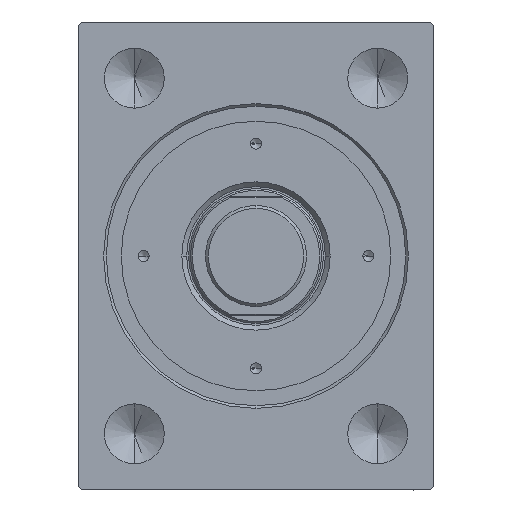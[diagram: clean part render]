
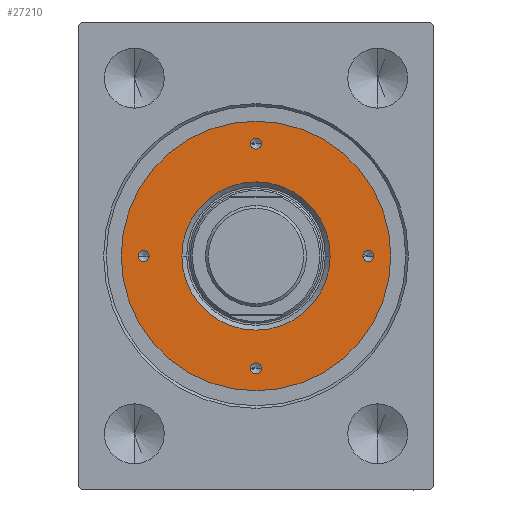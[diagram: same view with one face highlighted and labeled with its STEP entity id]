
A CAD part, left-side view. The second image highlights one B-rep face of the part: STEP entity #27210.
In plain terms, the highlighted face is planar.
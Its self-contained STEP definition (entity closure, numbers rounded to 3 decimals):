
#30 = VERTEX_POINT ( 'NONE', #27835 ) ;
#530 = AXIS2_PLACEMENT_3D ( 'NONE', #1187, #39201, #11024 ) ;
#544 = DIRECTION ( 'NONE',  ( 0., 0., 1. ) ) ;
#911 = ORIENTED_EDGE ( 'NONE', *, *, #33645, .F. ) ;
#970 = VERTEX_POINT ( 'NONE', #44040 ) ;
#1155 = DIRECTION ( 'NONE',  ( 1., 0., 0. ) ) ;
#1187 = CARTESIAN_POINT ( 'NONE',  ( 0., 0., 14. ) ) ;
#1364 = VERTEX_POINT ( 'NONE', #18820 ) ;
#2260 = VERTEX_POINT ( 'NONE', #29824 ) ;
#2655 = DIRECTION ( 'NONE',  ( 1., 0., 0. ) ) ;
#3008 = AXIS2_PLACEMENT_3D ( 'NONE', #34132, #27409, #30982 ) ;
#3794 = EDGE_LOOP ( 'NONE', ( #30581, #35123 ) ) ;
#4853 = EDGE_CURVE ( 'NONE', #11767, #20776, #14086, .T. ) ;
#5188 = EDGE_CURVE ( 'NONE', #12177, #15449, #19090, .T. ) ;
#5304 = AXIS2_PLACEMENT_3D ( 'NONE', #8936, #9590, #12938 ) ;
#5306 = EDGE_CURVE ( 'NONE', #1364, #37373, #44117, .T. ) ;
#5878 = AXIS2_PLACEMENT_3D ( 'NONE', #43228, #26859, #23276 ) ;
#5886 = FACE_BOUND ( 'NONE', #15754, .T. ) ;
#6008 = DIRECTION ( 'NONE',  ( 0., 0., 1. ) ) ;
#6132 = ORIENTED_EDGE ( 'NONE', *, *, #25981, .F. ) ;
#6161 = VERTEX_POINT ( 'NONE', #43459 ) ;
#7383 = AXIS2_PLACEMENT_3D ( 'NONE', #41658, #28417, #1155 ) ;
#8172 = EDGE_LOOP ( 'NONE', ( #24139, #11166 ) ) ;
#8246 = AXIS2_PLACEMENT_3D ( 'NONE', #31425, #21355, #24044 ) ;
#8936 = CARTESIAN_POINT ( 'NONE',  ( 0., 30., 14. ) ) ;
#9100 = AXIS2_PLACEMENT_3D ( 'NONE', #12790, #13231, #19931 ) ;
#9590 = DIRECTION ( 'NONE',  ( 0., 0., 1. ) ) ;
#10346 = CIRCLE ( 'NONE', #12477, 1.5 ) ;
#10745 = CARTESIAN_POINT ( 'NONE',  ( 0., 0., 14. ) ) ;
#11024 = DIRECTION ( 'NONE',  ( 1., 0., 0. ) ) ;
#11166 = ORIENTED_EDGE ( 'NONE', *, *, #28217, .F. ) ;
#11767 = VERTEX_POINT ( 'NONE', #27338 ) ;
#12177 = VERTEX_POINT ( 'NONE', #20132 ) ;
#12477 = AXIS2_PLACEMENT_3D ( 'NONE', #23473, #13642, #37348 ) ;
#12790 = CARTESIAN_POINT ( 'NONE',  ( 0., 30., 14. ) ) ;
#12938 = DIRECTION ( 'NONE',  ( 1., 0., 0. ) ) ;
#13231 = DIRECTION ( 'NONE',  ( 0., 0., 1. ) ) ;
#13642 = DIRECTION ( 'NONE',  ( 0., 0., 1. ) ) ;
#13667 = EDGE_LOOP ( 'NONE', ( #23366, #15091 ) ) ;
#14086 = CIRCLE ( 'NONE', #530, 36. ) ;
#14327 = DIRECTION ( 'NONE',  ( 0., 0., -1. ) ) ;
#14612 = CARTESIAN_POINT ( 'NONE',  ( 30., 0., 14. ) ) ;
#14762 = DIRECTION ( 'NONE',  ( 1., 0., 0. ) ) ;
#15091 = ORIENTED_EDGE ( 'NONE', *, *, #23468, .F. ) ;
#15247 = CIRCLE ( 'NONE', #40974, 1.5 ) ;
#15345 = AXIS2_PLACEMENT_3D ( 'NONE', #43210, #36037, #29306 ) ;
#15364 = EDGE_CURVE ( 'NONE', #27950, #6161, #22999, .T. ) ;
#15449 = VERTEX_POINT ( 'NONE', #34247 ) ;
#15543 = EDGE_CURVE ( 'NONE', #20776, #11767, #19434, .T. ) ;
#15754 = EDGE_LOOP ( 'NONE', ( #911, #39476 ) ) ;
#16043 = AXIS2_PLACEMENT_3D ( 'NONE', #22427, #33158, #43483 ) ;
#16065 = CARTESIAN_POINT ( 'NONE',  ( -30., 0., 14. ) ) ;
#16162 = FACE_BOUND ( 'NONE', #33546, .T. ) ;
#18820 = CARTESIAN_POINT ( 'NONE',  ( -1.5, 30., 14. ) ) ;
#18919 = ORIENTED_EDGE ( 'NONE', *, *, #4853, .T. ) ;
#19090 = CIRCLE ( 'NONE', #29064, 1.5 ) ;
#19434 = CIRCLE ( 'NONE', #3008, 36. ) ;
#19512 = FACE_BOUND ( 'NONE', #8172, .T. ) ;
#19931 = DIRECTION ( 'NONE',  ( 1., 0., 0. ) ) ;
#20132 = CARTESIAN_POINT ( 'NONE',  ( 31.5, 0., 14. ) ) ;
#20776 = VERTEX_POINT ( 'NONE', #27771 ) ;
#21001 = VERTEX_POINT ( 'NONE', #22580 ) ;
#21005 = CIRCLE ( 'NONE', #5304, 1.5 ) ;
#21355 = DIRECTION ( 'NONE',  ( 0., 0., 1. ) ) ;
#22208 = PLANE ( 'NONE',  #16043 ) ;
#22427 = CARTESIAN_POINT ( 'NONE',  ( 0., 0., 14. ) ) ;
#22580 = CARTESIAN_POINT ( 'NONE',  ( -28.5, 0., 14. ) ) ;
#22999 = CIRCLE ( 'NONE', #5878, 19.8 ) ;
#23276 = DIRECTION ( 'NONE',  ( 1., 0., 0. ) ) ;
#23366 = ORIENTED_EDGE ( 'NONE', *, *, #5188, .F. ) ;
#23468 = EDGE_CURVE ( 'NONE', #15449, #12177, #29515, .T. ) ;
#23473 = CARTESIAN_POINT ( 'NONE',  ( 0., -30., 14. ) ) ;
#24044 = DIRECTION ( 'NONE',  ( 1., 0., 0. ) ) ;
#24139 = ORIENTED_EDGE ( 'NONE', *, *, #26781, .F. ) ;
#24505 = CARTESIAN_POINT ( 'NONE',  ( 1.5, 30., 14. ) ) ;
#25346 = CIRCLE ( 'NONE', #15345, 1.5 ) ;
#25981 = EDGE_CURVE ( 'NONE', #37373, #1364, #21005, .T. ) ;
#26781 = EDGE_CURVE ( 'NONE', #970, #2260, #10346, .T. ) ;
#26859 = DIRECTION ( 'NONE',  ( 0., 0., -1. ) ) ;
#27210 = ADVANCED_FACE ( 'NONE', ( #5886, #16162, #32278, #19512, #43049, #28924 ), #22208, .T. ) ;
#27338 = CARTESIAN_POINT ( 'NONE',  ( 36., 0., 14. ) ) ;
#27409 = DIRECTION ( 'NONE',  ( 0., 0., 1. ) ) ;
#27461 = EDGE_CURVE ( 'NONE', #30, #21001, #25346, .T. ) ;
#27518 = CIRCLE ( 'NONE', #8246, 1.5 ) ;
#27771 = CARTESIAN_POINT ( 'NONE',  ( -36., 0., 14. ) ) ;
#27835 = CARTESIAN_POINT ( 'NONE',  ( -31.5, 0., 14. ) ) ;
#27950 = VERTEX_POINT ( 'NONE', #30133 ) ;
#28217 = EDGE_CURVE ( 'NONE', #2260, #970, #27518, .T. ) ;
#28222 = CIRCLE ( 'NONE', #32482, 19.8 ) ;
#28417 = DIRECTION ( 'NONE',  ( 0., 0., 1. ) ) ;
#28565 = EDGE_CURVE ( 'NONE', #6161, #27950, #28222, .T. ) ;
#28924 = FACE_OUTER_BOUND ( 'NONE', #36186, .T. ) ;
#29064 = AXIS2_PLACEMENT_3D ( 'NONE', #14612, #544, #34981 ) ;
#29306 = DIRECTION ( 'NONE',  ( 1., 0., 0. ) ) ;
#29515 = CIRCLE ( 'NONE', #7383, 1.5 ) ;
#29824 = CARTESIAN_POINT ( 'NONE',  ( -1.5, -30., 14. ) ) ;
#30133 = CARTESIAN_POINT ( 'NONE',  ( -19.8, 0., 14. ) ) ;
#30581 = ORIENTED_EDGE ( 'NONE', *, *, #28565, .T. ) ;
#30982 = DIRECTION ( 'NONE',  ( 1., 0., 0. ) ) ;
#31425 = CARTESIAN_POINT ( 'NONE',  ( 0., -30., 14. ) ) ;
#32278 = FACE_BOUND ( 'NONE', #13667, .T. ) ;
#32482 = AXIS2_PLACEMENT_3D ( 'NONE', #10745, #14327, #14762 ) ;
#33158 = DIRECTION ( 'NONE',  ( 0., 0., 1. ) ) ;
#33546 = EDGE_LOOP ( 'NONE', ( #6132, #44277 ) ) ;
#33645 = EDGE_CURVE ( 'NONE', #21001, #30, #15247, .T. ) ;
#34132 = CARTESIAN_POINT ( 'NONE',  ( 0., 0., 14. ) ) ;
#34247 = CARTESIAN_POINT ( 'NONE',  ( 28.5, 0., 14. ) ) ;
#34981 = DIRECTION ( 'NONE',  ( 1., 0., 0. ) ) ;
#35123 = ORIENTED_EDGE ( 'NONE', *, *, #15364, .T. ) ;
#36037 = DIRECTION ( 'NONE',  ( 0., 0., 1. ) ) ;
#36186 = EDGE_LOOP ( 'NONE', ( #40457, #18919 ) ) ;
#37348 = DIRECTION ( 'NONE',  ( 1., 0., 0. ) ) ;
#37373 = VERTEX_POINT ( 'NONE', #24505 ) ;
#39201 = DIRECTION ( 'NONE',  ( 0., 0., 1. ) ) ;
#39476 = ORIENTED_EDGE ( 'NONE', *, *, #27461, .F. ) ;
#40457 = ORIENTED_EDGE ( 'NONE', *, *, #15543, .T. ) ;
#40974 = AXIS2_PLACEMENT_3D ( 'NONE', #16065, #6008, #2655 ) ;
#41658 = CARTESIAN_POINT ( 'NONE',  ( 30., 0., 14. ) ) ;
#43049 = FACE_BOUND ( 'NONE', #3794, .T. ) ;
#43210 = CARTESIAN_POINT ( 'NONE',  ( -30., 0., 14. ) ) ;
#43228 = CARTESIAN_POINT ( 'NONE',  ( 0., 0., 14. ) ) ;
#43459 = CARTESIAN_POINT ( 'NONE',  ( 19.8, 0., 14. ) ) ;
#43483 = DIRECTION ( 'NONE',  ( 1., 0., 0. ) ) ;
#44040 = CARTESIAN_POINT ( 'NONE',  ( 1.5, -30., 14. ) ) ;
#44117 = CIRCLE ( 'NONE', #9100, 1.5 ) ;
#44277 = ORIENTED_EDGE ( 'NONE', *, *, #5306, .F. ) ;
